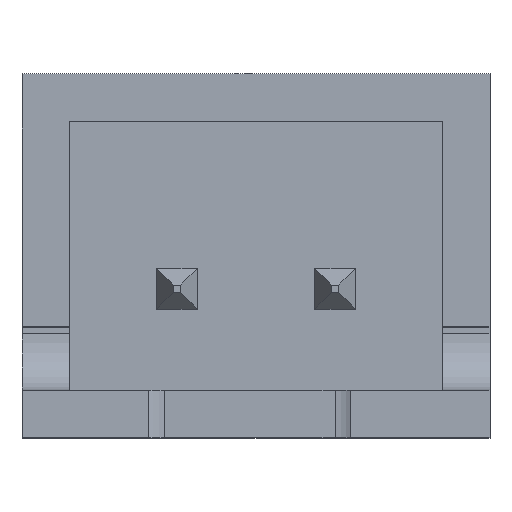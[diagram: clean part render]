
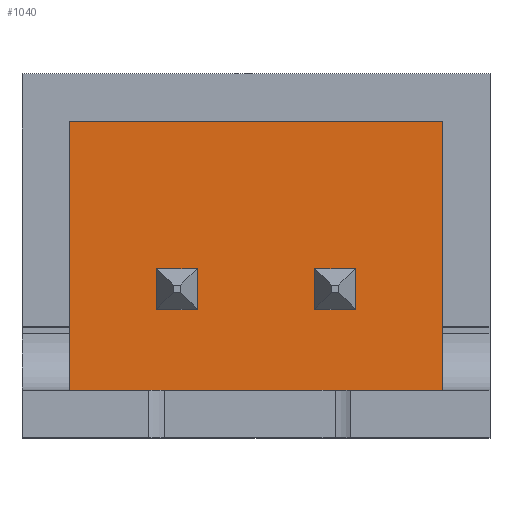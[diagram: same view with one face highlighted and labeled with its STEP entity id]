
A CAD part, top view. The second image highlights one B-rep face of the part: STEP entity #1040.
In plain terms, the highlighted planar face has unit normal (0, 0, 1).
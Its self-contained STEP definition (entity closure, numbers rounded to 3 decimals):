
#228 = VERTEX_POINT('',#229);
#229 = CARTESIAN_POINT('',(6.65,0.75,2.));
#235 = EDGE_CURVE('',#236,#228,#238,.T.);
#236 = VERTEX_POINT('',#237);
#237 = CARTESIAN_POINT('',(0.75,0.75,2.));
#238 = LINE('',#239,#240);
#239 = CARTESIAN_POINT('',(0.75,0.75,2.));
#240 = VECTOR('',#241,1.);
#241 = DIRECTION('',(1.,0.,0.));
#1006 = EDGE_CURVE('',#228,#1007,#1009,.T.);
#1007 = VERTEX_POINT('',#1008);
#1008 = CARTESIAN_POINT('',(6.65,5.,2.));
#1009 = LINE('',#1010,#1011);
#1010 = CARTESIAN_POINT('',(6.65,0.75,2.));
#1011 = VECTOR('',#1012,1.);
#1012 = DIRECTION('',(0.,1.,0.));
#1040 = ADVANCED_FACE('',(#1041,#1059,#1093),#1127,.T.);
#1041 = FACE_BOUND('',#1042,.T.);
#1042 = EDGE_LOOP('',(#1043,#1051,#1052,#1053));
#1043 = ORIENTED_EDGE('',*,*,#1044,.F.);
#1044 = EDGE_CURVE('',#236,#1045,#1047,.T.);
#1045 = VERTEX_POINT('',#1046);
#1046 = CARTESIAN_POINT('',(0.75,5.,2.));
#1047 = LINE('',#1048,#1049);
#1048 = CARTESIAN_POINT('',(0.75,0.75,2.));
#1049 = VECTOR('',#1050,1.);
#1050 = DIRECTION('',(0.,1.,0.));
#1051 = ORIENTED_EDGE('',*,*,#235,.T.);
#1052 = ORIENTED_EDGE('',*,*,#1006,.T.);
#1053 = ORIENTED_EDGE('',*,*,#1054,.F.);
#1054 = EDGE_CURVE('',#1045,#1007,#1055,.T.);
#1055 = LINE('',#1056,#1057);
#1056 = CARTESIAN_POINT('',(0.75,5.,2.));
#1057 = VECTOR('',#1058,1.);
#1058 = DIRECTION('',(1.,0.,0.));
#1059 = FACE_BOUND('',#1060,.T.);
#1060 = EDGE_LOOP('',(#1061,#1071,#1079,#1087));
#1061 = ORIENTED_EDGE('',*,*,#1062,.F.);
#1062 = EDGE_CURVE('',#1063,#1065,#1067,.T.);
#1063 = VERTEX_POINT('',#1064);
#1064 = CARTESIAN_POINT('',(5.27,2.03,2.));
#1065 = VERTEX_POINT('',#1066);
#1066 = CARTESIAN_POINT('',(5.27,2.67,2.));
#1067 = LINE('',#1068,#1069);
#1068 = CARTESIAN_POINT('',(5.27,1.39,2.));
#1069 = VECTOR('',#1070,1.);
#1070 = DIRECTION('',(0.,1.,0.));
#1071 = ORIENTED_EDGE('',*,*,#1072,.T.);
#1072 = EDGE_CURVE('',#1063,#1073,#1075,.T.);
#1073 = VERTEX_POINT('',#1074);
#1074 = CARTESIAN_POINT('',(4.63,2.03,2.));
#1075 = LINE('',#1076,#1077);
#1076 = CARTESIAN_POINT('',(2.69,2.03,2.));
#1077 = VECTOR('',#1078,1.);
#1078 = DIRECTION('',(-1.,0.,0.));
#1079 = ORIENTED_EDGE('',*,*,#1080,.T.);
#1080 = EDGE_CURVE('',#1073,#1081,#1083,.T.);
#1081 = VERTEX_POINT('',#1082);
#1082 = CARTESIAN_POINT('',(4.63,2.67,2.));
#1083 = LINE('',#1084,#1085);
#1084 = CARTESIAN_POINT('',(4.63,1.39,2.));
#1085 = VECTOR('',#1086,1.);
#1086 = DIRECTION('',(0.,1.,0.));
#1087 = ORIENTED_EDGE('',*,*,#1088,.F.);
#1088 = EDGE_CURVE('',#1065,#1081,#1089,.T.);
#1089 = LINE('',#1090,#1091);
#1090 = CARTESIAN_POINT('',(2.69,2.67,2.));
#1091 = VECTOR('',#1092,1.);
#1092 = DIRECTION('',(-1.,0.,0.));
#1093 = FACE_BOUND('',#1094,.T.);
#1094 = EDGE_LOOP('',(#1095,#1105,#1113,#1121));
#1095 = ORIENTED_EDGE('',*,*,#1096,.F.);
#1096 = EDGE_CURVE('',#1097,#1099,#1101,.T.);
#1097 = VERTEX_POINT('',#1098);
#1098 = CARTESIAN_POINT('',(2.77,2.67,2.));
#1099 = VERTEX_POINT('',#1100);
#1100 = CARTESIAN_POINT('',(2.13,2.67,2.));
#1101 = LINE('',#1102,#1103);
#1102 = CARTESIAN_POINT('',(1.44,2.67,2.));
#1103 = VECTOR('',#1104,1.);
#1104 = DIRECTION('',(-1.,0.,0.));
#1105 = ORIENTED_EDGE('',*,*,#1106,.F.);
#1106 = EDGE_CURVE('',#1107,#1097,#1109,.T.);
#1107 = VERTEX_POINT('',#1108);
#1108 = CARTESIAN_POINT('',(2.77,2.03,2.));
#1109 = LINE('',#1110,#1111);
#1110 = CARTESIAN_POINT('',(2.77,1.39,2.));
#1111 = VECTOR('',#1112,1.);
#1112 = DIRECTION('',(0.,1.,0.));
#1113 = ORIENTED_EDGE('',*,*,#1114,.T.);
#1114 = EDGE_CURVE('',#1107,#1115,#1117,.T.);
#1115 = VERTEX_POINT('',#1116);
#1116 = CARTESIAN_POINT('',(2.13,2.03,2.));
#1117 = LINE('',#1118,#1119);
#1118 = CARTESIAN_POINT('',(1.44,2.03,2.));
#1119 = VECTOR('',#1120,1.);
#1120 = DIRECTION('',(-1.,0.,0.));
#1121 = ORIENTED_EDGE('',*,*,#1122,.T.);
#1122 = EDGE_CURVE('',#1115,#1099,#1123,.T.);
#1123 = LINE('',#1124,#1125);
#1124 = CARTESIAN_POINT('',(2.13,1.39,2.));
#1125 = VECTOR('',#1126,1.);
#1126 = DIRECTION('',(0.,1.,0.));
#1127 = PLANE('',#1128);
#1128 = AXIS2_PLACEMENT_3D('',#1129,#1130,#1131);
#1129 = CARTESIAN_POINT('',(0.75,0.75,2.));
#1130 = DIRECTION('',(0.,0.,1.));
#1131 = DIRECTION('',(1.,0.,0.));
